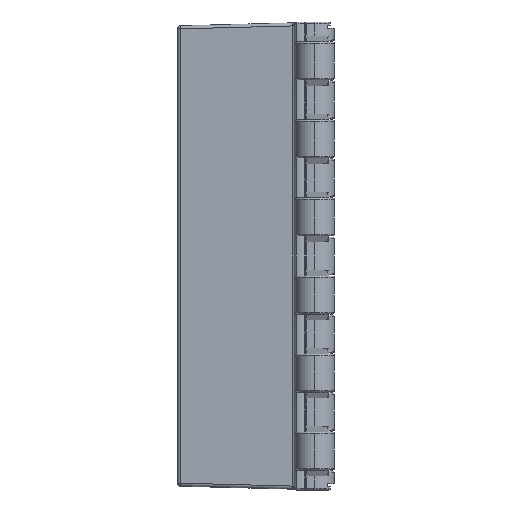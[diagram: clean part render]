
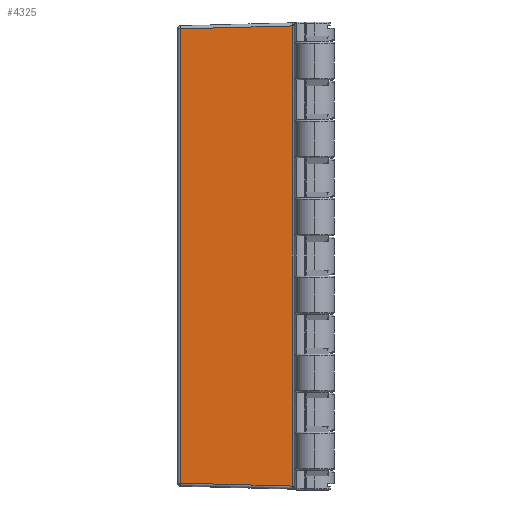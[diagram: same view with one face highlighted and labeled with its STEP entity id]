
A CAD part, left-side view. The second image highlights one B-rep face of the part: STEP entity #4325.
In plain terms, the highlighted planar face has unit normal (-1, 0.026, 0).
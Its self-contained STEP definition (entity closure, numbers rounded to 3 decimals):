
#325 = ORIENTED_EDGE ( 'NONE', *, *, #9700, .T. ) ;
#329 = VERTEX_POINT ( 'NONE', #19408 ) ;
#1401 = DIRECTION ( 'NONE',  ( -0.026, -0.999, -0.026 ) ) ;
#1731 = LINE ( 'NONE', #8518, #11234 ) ;
#2055 = CARTESIAN_POINT ( 'NONE',  ( -1.028, 43.476, -75.75 ) ) ;
#2436 = ORIENTED_EDGE ( 'NONE', *, *, #17858, .T. ) ;
#2522 = VECTOR ( 'NONE', #17217, 1000. ) ;
#3613 = CARTESIAN_POINT ( 'NONE',  ( -1.897, 10.286, 74.647 ) ) ;
#4226 = LINE ( 'NONE', #4330, #13689 ) ;
#4325 = ADVANCED_FACE ( 'NONE', ( #20802 ), #15464, .T. ) ;
#4330 = CARTESIAN_POINT ( 'NONE',  ( -1.974, 7.324, 74.75 ) ) ;
#4680 = CARTESIAN_POINT ( 'NONE',  ( -1.028, 43.476, 73.778 ) ) ;
#4739 = VERTEX_POINT ( 'NONE', #4680 ) ;
#7060 = LINE ( 'NONE', #3613, #2522 ) ;
#7832 = EDGE_LOOP ( 'NONE', ( #10135, #2436, #21859, #325 ) ) ;
#8518 = CARTESIAN_POINT ( 'NONE',  ( -2.001, 6.324, -74.751 ) ) ;
#8630 = EDGE_CURVE ( 'NONE', #12730, #4739, #7060, .T. ) ;
#9700 = EDGE_CURVE ( 'NONE', #4739, #12587, #10508, .T. ) ;
#10135 = ORIENTED_EDGE ( 'NONE', *, *, #21497, .T. ) ;
#10508 = LINE ( 'NONE', #2055, #16244 ) ;
#10658 = DIRECTION ( 'NONE',  ( -0.026, -1., 0. ) ) ;
#10844 = DIRECTION ( 'NONE',  ( 0., 0., -1. ) ) ;
#11010 = DIRECTION ( 'NONE',  ( 0., 0., 1. ) ) ;
#11234 = VECTOR ( 'NONE', #1401, 1000. ) ;
#11239 = CARTESIAN_POINT ( 'NONE',  ( -1.974, 7.324, 74.725 ) ) ;
#12332 = CARTESIAN_POINT ( 'NONE',  ( -2., 6.35, -75.75 ) ) ;
#12467 = CARTESIAN_POINT ( 'NONE',  ( -1.028, 43.476, -73.778 ) ) ;
#12587 = VERTEX_POINT ( 'NONE', #12467 ) ;
#12730 = VERTEX_POINT ( 'NONE', #11239 ) ;
#13689 = VECTOR ( 'NONE', #11010, 1000. ) ;
#15464 = PLANE ( 'NONE',  #17942 ) ;
#16244 = VECTOR ( 'NONE', #10844, 1000. ) ;
#17217 = DIRECTION ( 'NONE',  ( 0.026, 0.999, -0.026 ) ) ;
#17858 = EDGE_CURVE ( 'NONE', #329, #12730, #4226, .T. ) ;
#17942 = AXIS2_PLACEMENT_3D ( 'NONE', #12332, #19143, #10658 ) ;
#19143 = DIRECTION ( 'NONE',  ( -1., 0.026, 0. ) ) ;
#19408 = CARTESIAN_POINT ( 'NONE',  ( -1.974, 7.324, -74.725 ) ) ;
#20802 = FACE_OUTER_BOUND ( 'NONE', #7832, .T. ) ;
#21497 = EDGE_CURVE ( 'NONE', #12587, #329, #1731, .T. ) ;
#21859 = ORIENTED_EDGE ( 'NONE', *, *, #8630, .T. ) ;
